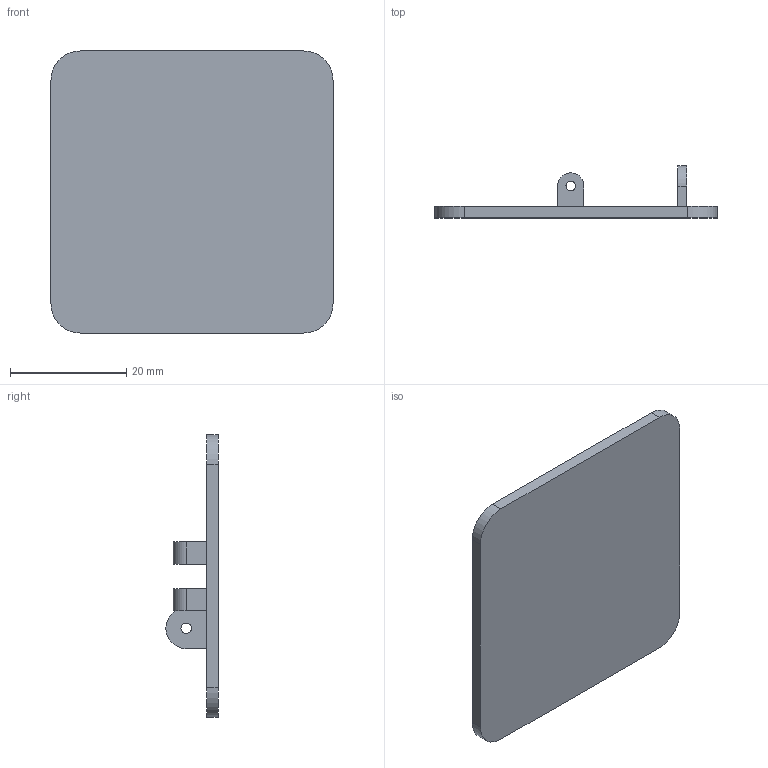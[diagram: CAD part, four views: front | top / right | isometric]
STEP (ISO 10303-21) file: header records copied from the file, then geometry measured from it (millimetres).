
FILE_DESCRIPTION(/* description */ (''),/* implementation_level */ '2;1');
FILE_NAME(/* name */ 'Rocker.stp',/* time_stamp */ '2022-09-22T11:56:22+02:00',/* author */ (''),/* organization */ (''),/* preprocessor_version */ 'ST-DEVELOPER v19',/* originating_system */ 'Autodesk Translation Framework v11.7.0.108',/* authorisation */ '');
FILE_SCHEMA (('AUTOMOTIVE_DESIGN { 1 0 10303 214 3 1 1 }'));
Length unit declared in the file: millimetre
Products named in the file (1): Rocker
Bounding box: 48.5 x 9 x 48.5 mm (x, y, z)
Volume: 4887.3 mm3; surface area: 5338.2 mm2
Topology: 1 solids, 1 shells, 28 faces, 69 edges, 46 vertices
Faces by surface type: plane 18, cylinder 10
Full cylindrical faces by diameter (mm): 1.65 x2, 1.8 x1
Entity records: 878 total; most frequent: DIRECTION 147, CARTESIAN_POINT 144, ORIENTED_EDGE 138, EDGE_CURVE 69, LINE 49, VECTOR 49, AXIS2_PLACEMENT_3D 49, VERTEX_POINT 46
